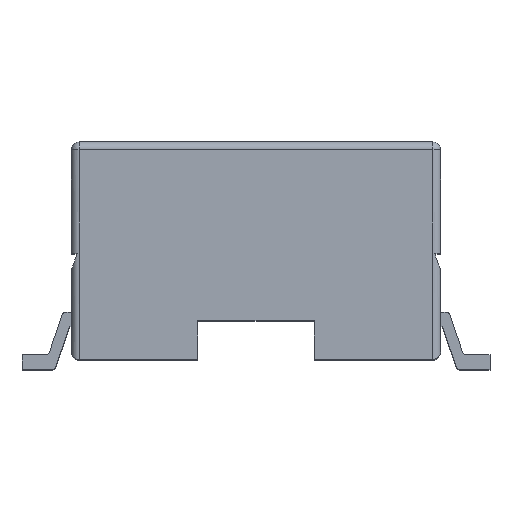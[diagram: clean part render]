
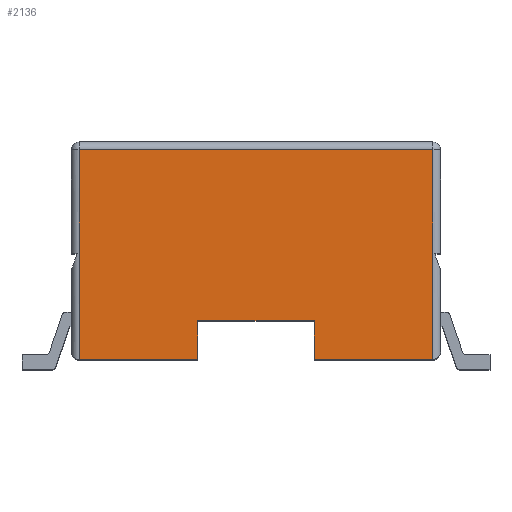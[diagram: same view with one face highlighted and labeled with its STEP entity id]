
A CAD part, top view. The second image highlights one B-rep face of the part: STEP entity #2136.
In plain terms, the highlighted planar face has unit normal (0, 0, 1).
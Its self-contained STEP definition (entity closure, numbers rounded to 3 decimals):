
#170=DIRECTION('',(-1.,0.,0.));
#171=VECTOR('',#170,9.1);
#172=CARTESIAN_POINT('',(4.55,2.675,5.25));
#173=LINE('',#172,#171);
#174=DIRECTION('',(1.,0.,0.));
#175=VECTOR('',#174,3.05);
#176=CARTESIAN_POINT('',(1.5,-2.725,5.25));
#177=LINE('',#176,#175);
#178=DIRECTION('',(0.,-1.,0.));
#179=VECTOR('',#178,1.);
#180=CARTESIAN_POINT('',(1.5,-1.725,5.25));
#181=LINE('',#180,#179);
#182=DIRECTION('',(1.,0.,0.));
#183=VECTOR('',#182,3.);
#184=CARTESIAN_POINT('',(-1.5,-1.725,5.25));
#185=LINE('',#184,#183);
#186=DIRECTION('',(0.,1.,0.));
#187=VECTOR('',#186,1.);
#188=CARTESIAN_POINT('',(-1.5,-2.725,5.25));
#189=LINE('',#188,#187);
#190=DIRECTION('',(1.,0.,0.));
#191=VECTOR('',#190,3.05);
#192=CARTESIAN_POINT('',(-4.55,-2.725,5.25));
#193=LINE('',#192,#191);
#194=DIRECTION('',(0.,-1.,0.));
#195=VECTOR('',#194,5.4);
#196=CARTESIAN_POINT('',(-4.55,2.675,5.25));
#197=LINE('',#196,#195);
#1341=DIRECTION('',(0.,1.,0.));
#1342=VECTOR('',#1341,5.4);
#1343=CARTESIAN_POINT('',(4.55,-2.725,5.25));
#1344=LINE('',#1343,#1342);
#1473=CARTESIAN_POINT('',(-1.5,-2.725,5.25));
#1474=CARTESIAN_POINT('',(-1.5,-1.725,5.25));
#1475=VERTEX_POINT('',#1473);
#1476=VERTEX_POINT('',#1474);
#1477=CARTESIAN_POINT('',(1.5,-1.725,5.25));
#1478=VERTEX_POINT('',#1477);
#1479=CARTESIAN_POINT('',(1.5,-2.725,5.25));
#1480=VERTEX_POINT('',#1479);
#1671=CARTESIAN_POINT('',(4.55,2.675,5.25));
#1672=CARTESIAN_POINT('',(-4.55,2.675,5.25));
#1673=VERTEX_POINT('',#1671);
#1674=VERTEX_POINT('',#1672);
#1701=CARTESIAN_POINT('',(-4.55,-2.725,5.25));
#1702=VERTEX_POINT('',#1701);
#1703=CARTESIAN_POINT('',(4.55,-2.725,5.25));
#1704=VERTEX_POINT('',#1703);
#2119=CARTESIAN_POINT('',(0.,0.,5.25));
#2120=DIRECTION('',(0.,0.,1.));
#2121=DIRECTION('',(1.,0.,0.));
#2122=AXIS2_PLACEMENT_3D('',#2119,#2120,#2121);
#2123=PLANE('',#2122);
#2125=ORIENTED_EDGE('',*,*,#2124,.F.);
#2126=ORIENTED_EDGE('',*,*,#2109,.F.);
#2128=ORIENTED_EDGE('',*,*,#2127,.F.);
#2129=ORIENTED_EDGE('',*,*,#1965,.F.);
#2130=ORIENTED_EDGE('',*,*,#1979,.F.);
#2131=ORIENTED_EDGE('',*,*,#1993,.F.);
#2132=ORIENTED_EDGE('',*,*,#2007,.F.);
#2133=ORIENTED_EDGE('',*,*,#2021,.F.);
#2134=EDGE_LOOP('',(#2125,#2126,#2128,#2129,#2130,#2131,#2132,#2133));
#2135=FACE_OUTER_BOUND('',#2134,.F.);
#1965=EDGE_CURVE('',#1480,#1704,#177,.T.);
#1979=EDGE_CURVE('',#1478,#1480,#181,.T.);
#1993=EDGE_CURVE('',#1476,#1478,#185,.T.);
#2007=EDGE_CURVE('',#1475,#1476,#189,.T.);
#2021=EDGE_CURVE('',#1702,#1475,#193,.T.);
#2109=EDGE_CURVE('',#1673,#1674,#173,.T.);
#2124=EDGE_CURVE('',#1674,#1702,#197,.T.);
#2127=EDGE_CURVE('',#1704,#1673,#1344,.T.);
#2136=ADVANCED_FACE('',(#2135),#2123,.T.);
